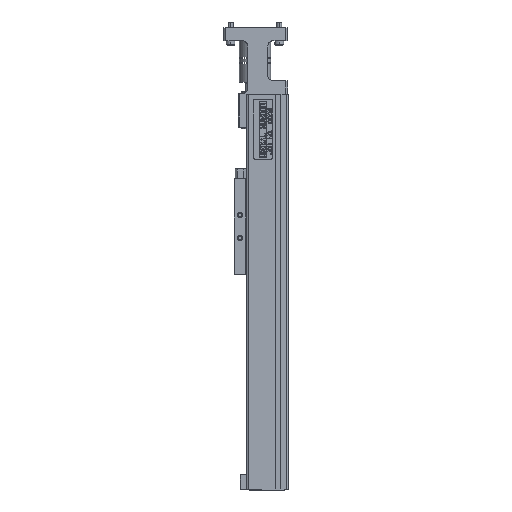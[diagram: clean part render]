
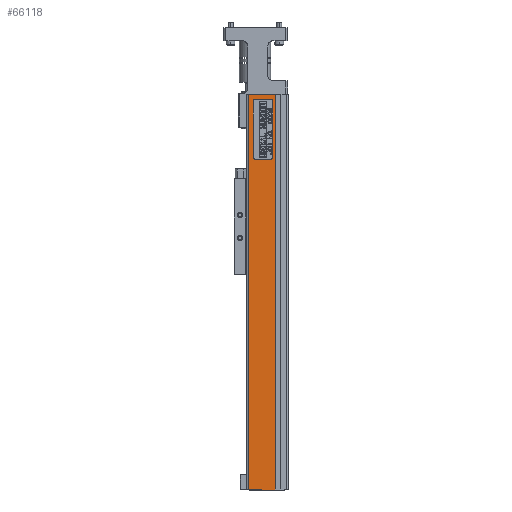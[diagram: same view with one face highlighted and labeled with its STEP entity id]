
A CAD part, left-side view. The second image highlights one B-rep face of the part: STEP entity #66118.
In plain terms, the highlighted planar face has unit normal (-1, 0, 0).
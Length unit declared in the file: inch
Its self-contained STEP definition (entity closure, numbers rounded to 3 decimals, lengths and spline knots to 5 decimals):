
#398 = CARTESIAN_POINT ( 'NONE',  ( -1.181, 0.32, -4.965 ) ) ;
#1453 = ORIENTED_EDGE ( 'NONE', *, *, #10470, .T. ) ;
#3279 = ORIENTED_EDGE ( 'NONE', *, *, #61148, .F. ) ;
#3402 = DIRECTION ( 'NONE',  ( -1., 0., 0. ) ) ;
#10387 = EDGE_CURVE ( 'NONE', #52521, #37859, #46805, .T. ) ;
#10470 = EDGE_CURVE ( 'NONE', #37859, #51384, #33019, .T. ) ;
#13135 = CARTESIAN_POINT ( 'NONE',  ( -1.181, 0.32, 4.965 ) ) ;
#13822 = EDGE_CURVE ( 'NONE', #51384, #60358, #47214, .T. ) ;
#14598 = DIRECTION ( 'NONE',  ( 0., -1., 0. ) ) ;
#16856 = DIRECTION ( 'NONE',  ( 0., 0., -1. ) ) ;
#19613 = VECTOR ( 'NONE', #36721, 39.37008 ) ;
#19683 = VECTOR ( 'NONE', #14598, 39.37008 ) ;
#20849 = VECTOR ( 'NONE', #16856, 39.37008 ) ;
#25582 = CARTESIAN_POINT ( 'NONE',  ( -1.181, 0.32, -4.965 ) ) ;
#29189 = AXIS2_PLACEMENT_3D ( 'NONE', #65556, #3402, #39749 ) ;
#29332 = PLANE ( 'NONE',  #29189 ) ;
#33019 = LINE ( 'NONE', #41887, #43569 ) ;
#33607 = ORIENTED_EDGE ( 'NONE', *, *, #13822, .T. ) ;
#36721 = DIRECTION ( 'NONE',  ( 0., 0., 1. ) ) ;
#37544 = CARTESIAN_POINT ( 'NONE',  ( -1.181, 1.005, -4.965 ) ) ;
#37859 = VERTEX_POINT ( 'NONE', #41492 ) ;
#39749 = DIRECTION ( 'NONE',  ( 0., 0., 1. ) ) ;
#41492 = CARTESIAN_POINT ( 'NONE',  ( -1.181, 1.005, -4.965 ) ) ;
#41887 = CARTESIAN_POINT ( 'NONE',  ( -1.181, 0., -4.965 ) ) ;
#43569 = VECTOR ( 'NONE', #52048, 39.37008 ) ;
#45352 = EDGE_LOOP ( 'NONE', ( #1453, #33607, #3279, #64600 ) ) ;
#46805 = LINE ( 'NONE', #37544, #20849 ) ;
#47214 = LINE ( 'NONE', #398, #19613 ) ;
#51384 = VERTEX_POINT ( 'NONE', #25582 ) ;
#52048 = DIRECTION ( 'NONE',  ( 0., -1., 0. ) ) ;
#52521 = VERTEX_POINT ( 'NONE', #64965 ) ;
#56072 = CARTESIAN_POINT ( 'NONE',  ( -1.181, 0., 4.965 ) ) ;
#60358 = VERTEX_POINT ( 'NONE', #13135 ) ;
#61053 = LINE ( 'NONE', #56072, #19683 ) ;
#61148 = EDGE_CURVE ( 'NONE', #52521, #60358, #61053, .T. ) ;
#64600 = ORIENTED_EDGE ( 'NONE', *, *, #10387, .T. ) ;
#64965 = CARTESIAN_POINT ( 'NONE',  ( -1.181, 1.005, 4.965 ) ) ;
#65556 = CARTESIAN_POINT ( 'NONE',  ( -1.181, 1.035, -4.965 ) ) ;
#65649 = FACE_OUTER_BOUND ( 'NONE', #45352, .T. ) ;
#66118 = ADVANCED_FACE ( 'NONE', ( #65649 ), #29332, .T. ) ;
